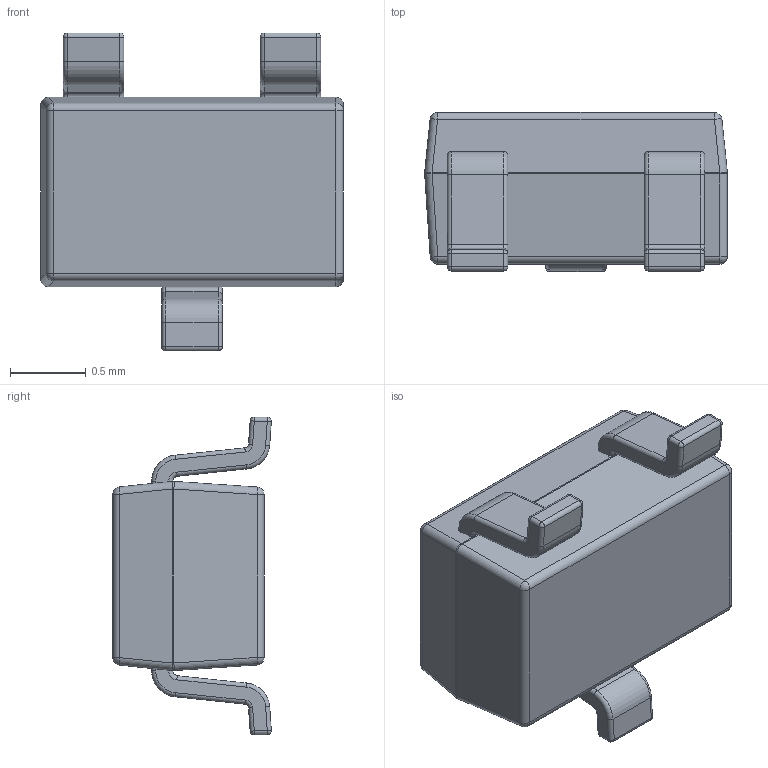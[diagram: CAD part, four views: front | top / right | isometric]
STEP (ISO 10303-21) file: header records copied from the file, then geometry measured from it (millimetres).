
FILE_DESCRIPTION(/* description */ (''),/* implementation_level */ '2;1');
FILE_NAME(/* name */ '',/* time_stamp */ '',/* author */ (''),/* organization */ (''),/* preprocessor_version */ '',/* originating_system */ '',/* authorisation */ '');
FILE_SCHEMA (('AUTOMOTIVE_DESIGN { 1 0 10303 214 3 1 1 }'));
Length unit declared in the file: millimetre
Products named in the file (3): SOT23; Body; Pin
Assembly tree (4 placements, depth 2):
  SOT23
    Body
    Pin  x3
Bounding box: 2 x 1.05 x 2.1 mm (x, y, z)
Volume: 2.7 mm3; surface area: 16 mm2
Topology: 4 solids, 4 shells, 297 faces, 725 edges, 434 vertices
Faces by surface type: plane 86, cylinder 82, bspline 79, sphere 26, torus 24
Entity records: 7011 total; most frequent: CARTESIAN_POINT 2279, ORIENTED_EDGE 1062, DIRECTION 777, EDGE_CURVE 531, VERTEX_POINT 330, LINE 281, VECTOR 281, AXIS2_PLACEMENT_3D 248
